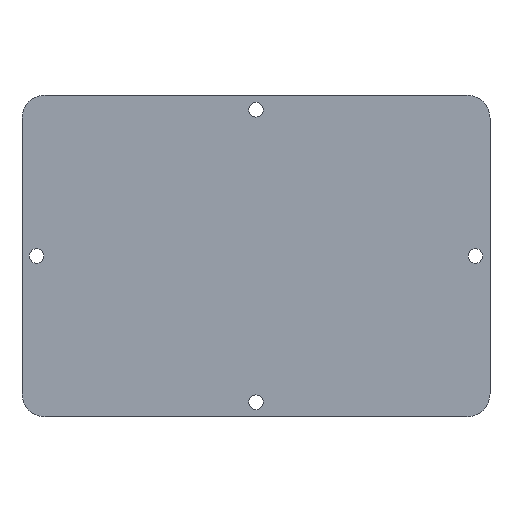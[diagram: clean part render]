
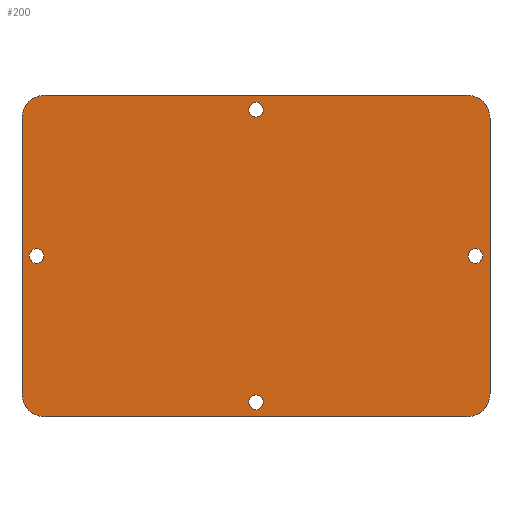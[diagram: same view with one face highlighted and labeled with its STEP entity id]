
A CAD part, front view. The second image highlights one B-rep face of the part: STEP entity #200.
In plain terms, the highlighted planar face has unit normal (0, -1, 0).
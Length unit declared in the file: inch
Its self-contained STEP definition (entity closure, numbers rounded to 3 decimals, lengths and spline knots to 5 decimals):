
#3 = AXIS2_PLACEMENT_3D ( 'NONE', #674, #572, #416 ) ;
#6 = VERTEX_POINT ( 'NONE', #505 ) ;
#8 = CARTESIAN_POINT ( 'NONE',  ( 0., 0., 1.1875 ) ) ;
#16 = DIRECTION ( 'NONE',  ( 0., -1., 0. ) ) ;
#17 = VERTEX_POINT ( 'NONE', #458 ) ;
#28 = EDGE_CURVE ( 'NONE', #245, #305, #622, .T. ) ;
#32 = CIRCLE ( 'NONE', #217, 0.19685 ) ;
#33 = DIRECTION ( 'NONE',  ( 0., 0., -1. ) ) ;
#44 = EDGE_CURVE ( 'NONE', #219, #344, #355, .T. ) ;
#48 = CIRCLE ( 'NONE', #676, 0.19685 ) ;
#50 = CARTESIAN_POINT ( 'NONE',  ( -1.875, 0., 0. ) ) ;
#53 = DIRECTION ( 'NONE',  ( 0., 0., -1. ) ) ;
#59 = ORIENTED_EDGE ( 'NONE', *, *, #461, .F. ) ;
#60 = CARTESIAN_POINT ( 'NONE',  ( 0., 0., 1.25 ) ) ;
#65 = ORIENTED_EDGE ( 'NONE', *, *, #220, .F. ) ;
#66 = EDGE_CURVE ( 'NONE', #201, #283, #348, .T. ) ;
#73 = CARTESIAN_POINT ( 'NONE',  ( 2., 0., 1.375 ) ) ;
#81 = CARTESIAN_POINT ( 'NONE',  ( -2., 0., 1.375 ) ) ;
#82 = ORIENTED_EDGE ( 'NONE', *, *, #664, .T. ) ;
#89 = EDGE_CURVE ( 'NONE', #6, #17, #180, .T. ) ;
#90 = DIRECTION ( 'NONE',  ( 1., 0., 0. ) ) ;
#94 = CARTESIAN_POINT ( 'NONE',  ( -2., 0., -1.17815 ) ) ;
#99 = CARTESIAN_POINT ( 'NONE',  ( -1.80315, 0., -1.17815 ) ) ;
#111 = DIRECTION ( 'NONE',  ( 0., -1., 0. ) ) ;
#112 = CIRCLE ( 'NONE', #655, 0.0625 ) ;
#113 = ORIENTED_EDGE ( 'NONE', *, *, #209, .F. ) ;
#118 = EDGE_LOOP ( 'NONE', ( #397, #113 ) ) ;
#128 = ORIENTED_EDGE ( 'NONE', *, *, #89, .F. ) ;
#137 = EDGE_LOOP ( 'NONE', ( #588, #651 ) ) ;
#139 = DIRECTION ( 'NONE',  ( 0., 0., -1. ) ) ;
#142 = CIRCLE ( 'NONE', #320, 0.0625 ) ;
#143 = CARTESIAN_POINT ( 'NONE',  ( -2., 0., 1.375 ) ) ;
#145 = CARTESIAN_POINT ( 'NONE',  ( 1.875, 0., 0.0625 ) ) ;
#146 = LINE ( 'NONE', #143, #338 ) ;
#156 = DIRECTION ( 'NONE',  ( 0., 0., -1. ) ) ;
#161 = CIRCLE ( 'NONE', #184, 0.19685 ) ;
#165 = VERTEX_POINT ( 'NONE', #8 ) ;
#168 = CARTESIAN_POINT ( 'NONE',  ( -2., 0., 1.17815 ) ) ;
#169 = VERTEX_POINT ( 'NONE', #145 ) ;
#171 = CARTESIAN_POINT ( 'NONE',  ( 1.875, 0., -0.0625 ) ) ;
#173 = ORIENTED_EDGE ( 'NONE', *, *, #389, .T. ) ;
#179 = CARTESIAN_POINT ( 'NONE',  ( 1.80315, 0., 1.17815 ) ) ;
#180 = LINE ( 'NONE', #396, #231 ) ;
#183 = DIRECTION ( 'NONE',  ( 0., 0., -1. ) ) ;
#184 = AXIS2_PLACEMENT_3D ( 'NONE', #99, #322, #53 ) ;
#185 = DIRECTION ( 'NONE',  ( 0., -1., 0. ) ) ;
#191 = CARTESIAN_POINT ( 'NONE',  ( 0., 0., -1.25 ) ) ;
#195 = FACE_BOUND ( 'NONE', #118, .T. ) ;
#200 = ADVANCED_FACE ( 'NONE', ( #462, #414, #635, #195, #616 ), #312, .T. ) ;
#201 = VERTEX_POINT ( 'NONE', #94 ) ;
#208 = AXIS2_PLACEMENT_3D ( 'NONE', #603, #185, #408 ) ;
#209 = EDGE_CURVE ( 'NONE', #305, #245, #452, .T. ) ;
#210 = CARTESIAN_POINT ( 'NONE',  ( 0., 0., 0. ) ) ;
#214 = CARTESIAN_POINT ( 'NONE',  ( -1.875, 0., -0.0625 ) ) ;
#215 = ORIENTED_EDGE ( 'NONE', *, *, #569, .F. ) ;
#217 = AXIS2_PLACEMENT_3D ( 'NONE', #179, #286, #486 ) ;
#219 = VERTEX_POINT ( 'NONE', #372 ) ;
#220 = EDGE_CURVE ( 'NONE', #165, #540, #508, .T. ) ;
#224 = CARTESIAN_POINT ( 'NONE',  ( -1.875, 0., 0.0625 ) ) ;
#231 = VECTOR ( 'NONE', #646, 39.37008 ) ;
#233 = CARTESIAN_POINT ( 'NONE',  ( 1.875, 0., 0. ) ) ;
#239 = EDGE_CURVE ( 'NONE', #201, #17, #161, .T. ) ;
#245 = VERTEX_POINT ( 'NONE', #214 ) ;
#248 = CARTESIAN_POINT ( 'NONE',  ( 0., 0., 1.3125 ) ) ;
#255 = EDGE_CURVE ( 'NONE', #556, #654, #112, .T. ) ;
#257 = AXIS2_PLACEMENT_3D ( 'NONE', #268, #430, #574 ) ;
#260 = AXIS2_PLACEMENT_3D ( 'NONE', #191, #456, #183 ) ;
#261 = EDGE_CURVE ( 'NONE', #219, #529, #32, .T. ) ;
#262 = AXIS2_PLACEMENT_3D ( 'NONE', #60, #111, #442 ) ;
#268 = CARTESIAN_POINT ( 'NONE',  ( 0., 0., 1.25 ) ) ;
#270 = ORIENTED_EDGE ( 'NONE', *, *, #239, .T. ) ;
#283 = VERTEX_POINT ( 'NONE', #168 ) ;
#286 = DIRECTION ( 'NONE',  ( 0., -1., 0. ) ) ;
#288 = ORIENTED_EDGE ( 'NONE', *, *, #44, .F. ) ;
#294 = CARTESIAN_POINT ( 'NONE',  ( 2., 0., -1.17815 ) ) ;
#299 = DIRECTION ( 'NONE',  ( 0., 0., 1. ) ) ;
#305 = VERTEX_POINT ( 'NONE', #224 ) ;
#307 = DIRECTION ( 'NONE',  ( 0., -1., 0. ) ) ;
#308 = EDGE_CURVE ( 'NONE', #169, #356, #142, .T. ) ;
#312 = PLANE ( 'NONE',  #482 ) ;
#320 = AXIS2_PLACEMENT_3D ( 'NONE', #233, #16, #381 ) ;
#322 = DIRECTION ( 'NONE',  ( 0., -1., 0. ) ) ;
#337 = DIRECTION ( 'NONE',  ( 0., -1., 0. ) ) ;
#338 = VECTOR ( 'NONE', #90, 39.37008 ) ;
#344 = VERTEX_POINT ( 'NONE', #294 ) ;
#348 = LINE ( 'NONE', #81, #632 ) ;
#355 = LINE ( 'NONE', #73, #563 ) ;
#356 = VERTEX_POINT ( 'NONE', #171 ) ;
#358 = AXIS2_PLACEMENT_3D ( 'NONE', #50, #367, #156 ) ;
#367 = DIRECTION ( 'NONE',  ( 0., -1., 0. ) ) ;
#371 = EDGE_CURVE ( 'NONE', #540, #165, #549, .T. ) ;
#372 = CARTESIAN_POINT ( 'NONE',  ( 2., 0., 1.17815 ) ) ;
#381 = DIRECTION ( 'NONE',  ( 0., 0., -1. ) ) ;
#384 = DIRECTION ( 'NONE',  ( 0., 0., -1. ) ) ;
#389 = EDGE_CURVE ( 'NONE', #6, #344, #48, .T. ) ;
#396 = CARTESIAN_POINT ( 'NONE',  ( -2., 0., -1.375 ) ) ;
#397 = ORIENTED_EDGE ( 'NONE', *, *, #28, .F. ) ;
#402 = DIRECTION ( 'NONE',  ( 0., -1., 0. ) ) ;
#408 = DIRECTION ( 'NONE',  ( 0., 0., -1. ) ) ;
#410 = CARTESIAN_POINT ( 'NONE',  ( 0., 0., -1.3125 ) ) ;
#414 = FACE_BOUND ( 'NONE', #137, .T. ) ;
#416 = DIRECTION ( 'NONE',  ( 0., 0., -1. ) ) ;
#419 = CARTESIAN_POINT ( 'NONE',  ( 0., 0., -1.1875 ) ) ;
#422 = DIRECTION ( 'NONE',  ( 0., -1., 0. ) ) ;
#430 = DIRECTION ( 'NONE',  ( 0., -1., 0. ) ) ;
#431 = EDGE_LOOP ( 'NONE', ( #65, #577 ) ) ;
#442 = DIRECTION ( 'NONE',  ( 0., 0., -1. ) ) ;
#451 = CARTESIAN_POINT ( 'NONE',  ( 1.875, 0., 0. ) ) ;
#452 = CIRCLE ( 'NONE', #358, 0.0625 ) ;
#455 = EDGE_LOOP ( 'NONE', ( #660, #59 ) ) ;
#456 = DIRECTION ( 'NONE',  ( 0., -1., 0. ) ) ;
#457 = EDGE_CURVE ( 'NONE', #356, #169, #555, .T. ) ;
#458 = CARTESIAN_POINT ( 'NONE',  ( -1.80315, 0., -1.375 ) ) ;
#461 = EDGE_CURVE ( 'NONE', #654, #556, #513, .T. ) ;
#462 = FACE_BOUND ( 'NONE', #455, .T. ) ;
#474 = CIRCLE ( 'NONE', #3, 0.19685 ) ;
#475 = DIRECTION ( 'NONE',  ( 0., 0., -1. ) ) ;
#482 = AXIS2_PLACEMENT_3D ( 'NONE', #210, #422, #475 ) ;
#486 = DIRECTION ( 'NONE',  ( 0., 0., -1. ) ) ;
#504 = CARTESIAN_POINT ( 'NONE',  ( 1.80315, 0., 1.375 ) ) ;
#505 = CARTESIAN_POINT ( 'NONE',  ( 1.80315, 0., -1.375 ) ) ;
#508 = CIRCLE ( 'NONE', #257, 0.0625 ) ;
#513 = CIRCLE ( 'NONE', #260, 0.0625 ) ;
#515 = CARTESIAN_POINT ( 'NONE',  ( -1.80315, 0., 1.375 ) ) ;
#521 = ORIENTED_EDGE ( 'NONE', *, *, #66, .F. ) ;
#529 = VERTEX_POINT ( 'NONE', #504 ) ;
#536 = EDGE_LOOP ( 'NONE', ( #128, #173, #288, #609, #215, #82, #521, #270 ) ) ;
#540 = VERTEX_POINT ( 'NONE', #248 ) ;
#549 = CIRCLE ( 'NONE', #262, 0.0625 ) ;
#555 = CIRCLE ( 'NONE', #624, 0.0625 ) ;
#556 = VERTEX_POINT ( 'NONE', #410 ) ;
#563 = VECTOR ( 'NONE', #139, 39.37008 ) ;
#569 = EDGE_CURVE ( 'NONE', #575, #529, #146, .T. ) ;
#572 = DIRECTION ( 'NONE',  ( 0., -1., 0. ) ) ;
#574 = DIRECTION ( 'NONE',  ( 0., 0., -1. ) ) ;
#575 = VERTEX_POINT ( 'NONE', #515 ) ;
#577 = ORIENTED_EDGE ( 'NONE', *, *, #371, .F. ) ;
#588 = ORIENTED_EDGE ( 'NONE', *, *, #457, .F. ) ;
#603 = CARTESIAN_POINT ( 'NONE',  ( -1.875, 0., 0. ) ) ;
#609 = ORIENTED_EDGE ( 'NONE', *, *, #261, .T. ) ;
#616 = FACE_OUTER_BOUND ( 'NONE', #536, .T. ) ;
#622 = CIRCLE ( 'NONE', #208, 0.0625 ) ;
#624 = AXIS2_PLACEMENT_3D ( 'NONE', #451, #402, #663 ) ;
#632 = VECTOR ( 'NONE', #299, 39.37008 ) ;
#635 = FACE_BOUND ( 'NONE', #431, .T. ) ;
#640 = CARTESIAN_POINT ( 'NONE',  ( 0., 0., -1.25 ) ) ;
#646 = DIRECTION ( 'NONE',  ( -1., 0., 0. ) ) ;
#651 = ORIENTED_EDGE ( 'NONE', *, *, #308, .F. ) ;
#654 = VERTEX_POINT ( 'NONE', #419 ) ;
#655 = AXIS2_PLACEMENT_3D ( 'NONE', #640, #337, #384 ) ;
#657 = CARTESIAN_POINT ( 'NONE',  ( 1.80315, 0., -1.17815 ) ) ;
#660 = ORIENTED_EDGE ( 'NONE', *, *, #255, .F. ) ;
#663 = DIRECTION ( 'NONE',  ( 0., 0., -1. ) ) ;
#664 = EDGE_CURVE ( 'NONE', #575, #283, #474, .T. ) ;
#674 = CARTESIAN_POINT ( 'NONE',  ( -1.80315, 0., 1.17815 ) ) ;
#676 = AXIS2_PLACEMENT_3D ( 'NONE', #657, #307, #33 ) ;
